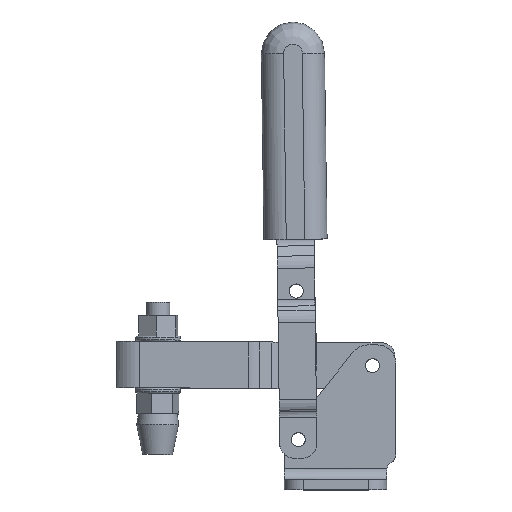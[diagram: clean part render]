
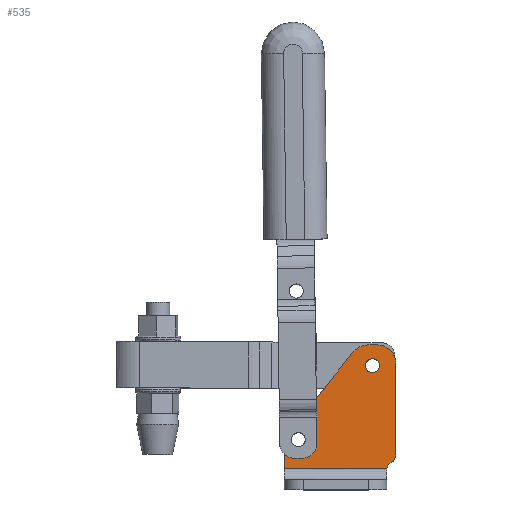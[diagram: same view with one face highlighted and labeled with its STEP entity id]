
A CAD part, top view. The second image highlights one B-rep face of the part: STEP entity #535.
In plain terms, the highlighted free-form (B-spline) face has degree [1, 1] with [2, 2] control points.
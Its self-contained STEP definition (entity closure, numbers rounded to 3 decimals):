
#296 = VERTEX_POINT('',#297);
#297 = CARTESIAN_POINT('',(11.826,-47.691,
    4.64));
#302 = EDGE_CURVE('',#296,#296,#303,.T.);
#303 = ( BOUNDED_CURVE() B_SPLINE_CURVE(2,(#304,#305,#306,#307,#308,#309
,#310),.UNSPECIFIED.,.T.,.F.) B_SPLINE_CURVE_WITH_KNOTS((3,2,2,3),(
    3.142,5.236,7.33,9.425),
.PIECEWISE_BEZIER_KNOTS.) CURVE() GEOMETRIC_REPRESENTATION_ITEM() 
RATIONAL_B_SPLINE_CURVE((1.,0.5,1.,0.5,1.,0.5,1.)) REPRESENTATION_ITEM(
  '') );
#304 = CARTESIAN_POINT('',(11.826,-47.691,
    4.64));
#305 = CARTESIAN_POINT('',(11.826,-53.346,
    4.64));
#306 = CARTESIAN_POINT('',(6.928,-50.518,4.64
    ));
#307 = CARTESIAN_POINT('',(2.03,-47.691,4.64
    ));
#308 = CARTESIAN_POINT('',(6.928,-44.863,4.64
    ));
#309 = CARTESIAN_POINT('',(11.826,-42.035,
    4.64));
#310 = CARTESIAN_POINT('',(11.826,-47.691,
    4.64));
#382 = VERTEX_POINT('',#383);
#383 = CARTESIAN_POINT('',(2.148,-60.889,4.64
    ));
#425 = VERTEX_POINT('',#426);
#426 = CARTESIAN_POINT('',(49.557,-60.889,
    4.64));
#494 = EDGE_CURVE('',#382,#425,#495,.T.);
#495 = B_SPLINE_CURVE_WITH_KNOTS('',1,(#496,#497),.UNSPECIFIED.,.F.,.F.,
  (2,2),(-28.31,6.725),.PIECEWISE_BEZIER_KNOTS.);
#496 = CARTESIAN_POINT('',(2.148,-60.889,4.64
    ));
#497 = CARTESIAN_POINT('',(49.557,-60.889,
    4.64));
#512 = EDGE_CURVE('',#382,#513,#515,.T.);
#513 = VERTEX_POINT('',#514);
#514 = CARTESIAN_POINT('',(2.148,-49.754,4.64
    ));
#515 = B_SPLINE_CURVE_WITH_KNOTS('',1,(#516,#517),.UNSPECIFIED.,.F.,.F.,
  (2,2),(7.391,15.62),.PIECEWISE_BEZIER_KNOTS.);
#516 = CARTESIAN_POINT('',(2.148,-60.889,4.64
    ));
#517 = CARTESIAN_POINT('',(2.148,-49.754,4.64
    ));
#535 = ADVANCED_FACE('',(#536,#599,#602),#616,.T.);
#536 = FACE_BOUND('',#537,.T.);
#537 = EDGE_LOOP('',(#538,#539,#547,#555,#562,#570,#577,#585,#592,#598)
  );
#538 = ORIENTED_EDGE('',*,*,#494,.T.);
#539 = ORIENTED_EDGE('',*,*,#540,.F.);
#540 = EDGE_CURVE('',#541,#425,#543,.T.);
#541 = VERTEX_POINT('',#542);
#542 = CARTESIAN_POINT('',(51.557,-58.286,
    4.64));
#543 = ( BOUNDED_CURVE() B_SPLINE_CURVE(2,(#544,#545,#546),
.UNSPECIFIED.,.F.,.F.) B_SPLINE_CURVE_WITH_KNOTS((3,3),(0.,0.784
),.PIECEWISE_BEZIER_KNOTS.) CURVE() GEOMETRIC_REPRESENTATION_ITEM() 
RATIONAL_B_SPLINE_CURVE((1.,0.924,1.)) REPRESENTATION_ITEM('') );
#544 = CARTESIAN_POINT('',(51.557,-58.286,
    4.64));
#545 = CARTESIAN_POINT('',(50.019,-59.174,
    4.64));
#546 = CARTESIAN_POINT('',(49.557,-60.889,
    4.64));
#547 = ORIENTED_EDGE('',*,*,#548,.F.);
#548 = EDGE_CURVE('',#549,#541,#551,.T.);
#549 = VERTEX_POINT('',#550);
#550 = CARTESIAN_POINT('',(53.706,-54.565,
    4.64));
#551 = ( BOUNDED_CURVE() B_SPLINE_CURVE(2,(#552,#553,#554),
.UNSPECIFIED.,.F.,.F.) B_SPLINE_CURVE_WITH_KNOTS((3,3),(2.094,
3.142),.PIECEWISE_BEZIER_KNOTS.) CURVE() 
GEOMETRIC_REPRESENTATION_ITEM() RATIONAL_B_SPLINE_CURVE((1.,
0.866,1.)) REPRESENTATION_ITEM('') );
#552 = CARTESIAN_POINT('',(53.706,-54.565,
    4.64));
#553 = CARTESIAN_POINT('',(53.706,-57.045,
    4.64));
#554 = CARTESIAN_POINT('',(51.557,-58.286,
    4.64));
#555 = ORIENTED_EDGE('',*,*,#556,.F.);
#556 = EDGE_CURVE('',#557,#549,#559,.T.);
#557 = VERTEX_POINT('',#558);
#558 = CARTESIAN_POINT('',(53.706,-12.46,
    4.64));
#559 = B_SPLINE_CURVE_WITH_KNOTS('',1,(#560,#561),.UNSPECIFIED.,.F.,.F.,
  (2,2),(0.,31.115),.PIECEWISE_BEZIER_KNOTS.);
#560 = CARTESIAN_POINT('',(53.706,-12.46,
    4.64));
#561 = CARTESIAN_POINT('',(53.706,-54.565,
    4.64));
#562 = ORIENTED_EDGE('',*,*,#563,.F.);
#563 = EDGE_CURVE('',#564,#557,#566,.T.);
#564 = VERTEX_POINT('',#565);
#565 = CARTESIAN_POINT('',(45.113,-3.867,
    4.64));
#566 = ( BOUNDED_CURVE() B_SPLINE_CURVE(2,(#567,#568,#569),
.UNSPECIFIED.,.F.,.F.) B_SPLINE_CURVE_WITH_KNOTS((3,3),(1.571,
3.142),.PIECEWISE_BEZIER_KNOTS.) CURVE() 
GEOMETRIC_REPRESENTATION_ITEM() RATIONAL_B_SPLINE_CURVE((1.,
0.707,1.)) REPRESENTATION_ITEM('') );
#567 = CARTESIAN_POINT('',(45.113,-3.867,
    4.64));
#568 = CARTESIAN_POINT('',(53.706,-3.867,
    4.64));
#569 = CARTESIAN_POINT('',(53.706,-12.46,
    4.64));
#570 = ORIENTED_EDGE('',*,*,#571,.F.);
#571 = EDGE_CURVE('',#572,#564,#574,.T.);
#572 = VERTEX_POINT('',#573);
#573 = CARTESIAN_POINT('',(40.751,-3.867,
    4.64));
#574 = B_SPLINE_CURVE_WITH_KNOTS('',1,(#575,#576),.UNSPECIFIED.,.F.,.F.,
  (2,2),(0.,3.223),.PIECEWISE_BEZIER_KNOTS.);
#575 = CARTESIAN_POINT('',(40.751,-3.867,
    4.64));
#576 = CARTESIAN_POINT('',(45.113,-3.867,
    4.64));
#577 = ORIENTED_EDGE('',*,*,#578,.F.);
#578 = EDGE_CURVE('',#579,#572,#581,.T.);
#579 = VERTEX_POINT('',#580);
#580 = CARTESIAN_POINT('',(34.056,-7.073,4.64
    ));
#581 = ( BOUNDED_CURVE() B_SPLINE_CURVE(2,(#582,#583,#584),
.UNSPECIFIED.,.F.,.F.) B_SPLINE_CURVE_WITH_KNOTS((3,3),(2.248,
3.142),.PIECEWISE_BEZIER_KNOTS.) CURVE() 
GEOMETRIC_REPRESENTATION_ITEM() RATIONAL_B_SPLINE_CURVE((1.,
0.902,1.)) REPRESENTATION_ITEM('') );
#582 = CARTESIAN_POINT('',(34.056,-7.073,4.64
    ));
#583 = CARTESIAN_POINT('',(36.636,-3.867,
    4.64));
#584 = CARTESIAN_POINT('',(40.751,-3.867,
    4.64));
#585 = ORIENTED_EDGE('',*,*,#586,.F.);
#586 = EDGE_CURVE('',#587,#579,#589,.T.);
#587 = VERTEX_POINT('',#588);
#588 = CARTESIAN_POINT('',(4.047,-44.367,4.64)
  );
#589 = B_SPLINE_CURVE_WITH_KNOTS('',1,(#590,#591),.UNSPECIFIED.,.F.,.F.,
  (2,2),(0.,35.374),.PIECEWISE_BEZIER_KNOTS.);
#590 = CARTESIAN_POINT('',(4.047,-44.367,4.64)
  );
#591 = CARTESIAN_POINT('',(34.056,-7.073,4.64
    ));
#592 = ORIENTED_EDGE('',*,*,#593,.F.);
#593 = EDGE_CURVE('',#513,#587,#594,.T.);
#594 = ( BOUNDED_CURVE() B_SPLINE_CURVE(2,(#595,#596,#597),
.UNSPECIFIED.,.F.,.F.) B_SPLINE_CURVE_WITH_KNOTS((3,3),(2.464,
3.142),.PIECEWISE_BEZIER_KNOTS.) CURVE() 
GEOMETRIC_REPRESENTATION_ITEM() RATIONAL_B_SPLINE_CURVE((1.,
0.943,1.)) REPRESENTATION_ITEM('') );
#595 = CARTESIAN_POINT('',(2.148,-49.754,4.64
    ));
#596 = CARTESIAN_POINT('',(2.148,-46.726,4.64
    ));
#597 = CARTESIAN_POINT('',(4.047,-44.367,4.64)
  );
#598 = ORIENTED_EDGE('',*,*,#512,.F.);
#599 = FACE_BOUND('',#600,.T.);
#600 = EDGE_LOOP('',(#601));
#601 = ORIENTED_EDGE('',*,*,#302,.T.);
#602 = FACE_BOUND('',#603,.T.);
#603 = EDGE_LOOP('',(#604));
#604 = ORIENTED_EDGE('',*,*,#605,.T.);
#605 = EDGE_CURVE('',#606,#606,#608,.T.);
#606 = VERTEX_POINT('',#607);
#607 = CARTESIAN_POINT('',(46.197,-13.491,4.64
    ));
#608 = ( BOUNDED_CURVE() B_SPLINE_CURVE(2,(#609,#610,#611,#612,#613,#614
,#615),.UNSPECIFIED.,.T.,.F.) B_SPLINE_CURVE_WITH_KNOTS((3,2,2,3),(
    3.142,5.236,7.33,9.425),
.PIECEWISE_BEZIER_KNOTS.) CURVE() GEOMETRIC_REPRESENTATION_ITEM() 
RATIONAL_B_SPLINE_CURVE((1.,0.5,1.,0.5,1.,0.5,1.)) REPRESENTATION_ITEM(
  '') );
#609 = CARTESIAN_POINT('',(46.197,-13.491,4.64
    ));
#610 = CARTESIAN_POINT('',(46.197,-19.147,
    4.64));
#611 = CARTESIAN_POINT('',(41.299,-16.319,
    4.64));
#612 = CARTESIAN_POINT('',(36.401,-13.491,4.64
    ));
#613 = CARTESIAN_POINT('',(41.299,-10.663,4.64
    ));
#614 = CARTESIAN_POINT('',(46.197,-7.835,
    4.64));
#615 = CARTESIAN_POINT('',(46.197,-13.491,4.64
    ));
#616 = B_SPLINE_SURFACE_WITH_KNOTS('',1,1,(
    (#617,#618)
    ,(#619,#620
    )),.UNSPECIFIED.,.F.,.F.,.F.,(2,2),(2,2),(-21.585,
    16.515),(-13.647,28.491),
  .PIECEWISE_BEZIER_KNOTS.);
#617 = CARTESIAN_POINT('',(2.148,-60.889,4.64
    ));
#618 = CARTESIAN_POINT('',(2.148,-3.867,4.64
    ));
#619 = CARTESIAN_POINT('',(53.706,-60.889,
    4.64));
#620 = CARTESIAN_POINT('',(53.706,-3.867,
    4.64));
